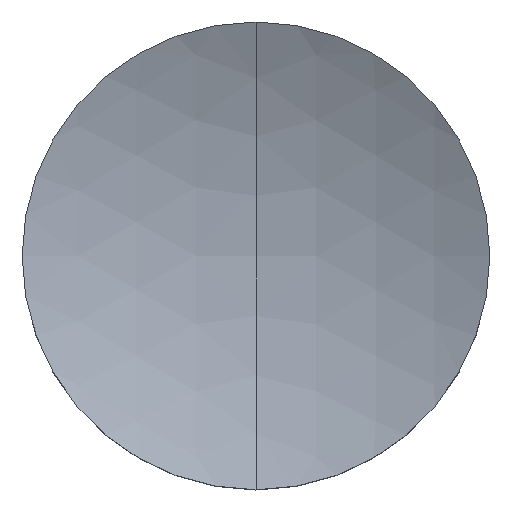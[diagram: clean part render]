
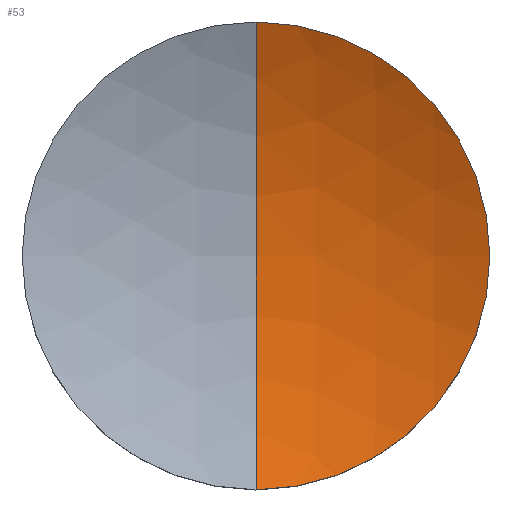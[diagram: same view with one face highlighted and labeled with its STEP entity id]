
A CAD part, top view. The second image highlights one B-rep face of the part: STEP entity #53.
In plain terms, the highlighted spherical face has radius 15.43 mm.
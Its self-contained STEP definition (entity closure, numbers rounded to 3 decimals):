
#23 = VERTEX_POINT ( 'NONE', #79 ) ;
#27 = EDGE_CURVE ( 'NONE', #23, #86, #61, .T. ) ;
#28 = ORIENTED_EDGE ( 'NONE', *, *, #76, .T. ) ;
#31 = ORIENTED_EDGE ( 'NONE', *, *, #27, .T. ) ;
#34 = VERTEX_POINT ( 'NONE', #106 ) ;
#51 = ORIENTED_EDGE ( 'NONE', *, *, #87, .F. ) ;
#53 = ADVANCED_FACE ( 'NONE', ( #207 ), #215, .F. ) ;
#59 = CARTESIAN_POINT ( 'NONE',  ( 0., 0., 2.184 ) ) ;
#60 = AXIS2_PLACEMENT_3D ( 'NONE', #59, #63, #70 ) ;
#61 = CIRCLE ( 'NONE', #60, 6.35 ) ;
#63 = DIRECTION ( 'NONE',  ( 0., 0., 1. ) ) ;
#70 = DIRECTION ( 'NONE',  ( 1., 0., 0. ) ) ;
#76 = EDGE_CURVE ( 'NONE', #86, #34, #198, .T. ) ;
#79 = CARTESIAN_POINT ( 'NONE',  ( 0., -6.35, 2.184 ) ) ;
#80 = EDGE_LOOP ( 'NONE', ( #51, #91, #31, #28 ) ) ;
#84 = VERTEX_POINT ( 'NONE', #185 ) ;
#85 = EDGE_CURVE ( 'NONE', #84, #23, #184, .T. ) ;
#86 = VERTEX_POINT ( 'NONE', #188 ) ;
#87 = EDGE_CURVE ( 'NONE', #84, #34, #229, .T. ) ;
#91 = ORIENTED_EDGE ( 'NONE', *, *, #85, .T. ) ;
#106 = CARTESIAN_POINT ( 'NONE',  ( 0., 6.35, 2.184 ) ) ;
#162 = DIRECTION ( 'NONE',  ( 1., 0., 0. ) ) ;
#163 = DIRECTION ( 'NONE',  ( 0., 0., 1. ) ) ;
#164 = CARTESIAN_POINT ( 'NONE',  ( 0., 0., 2.184 ) ) ;
#166 = DIRECTION ( 'NONE',  ( 0., 1., 0. ) ) ;
#167 = AXIS2_PLACEMENT_3D ( 'NONE', #224, #208, #166 ) ;
#183 = CARTESIAN_POINT ( 'NONE',  ( 0., 0., 16.246 ) ) ;
#184 = CIRCLE ( 'NONE', #191, 15.43 ) ;
#185 = CARTESIAN_POINT ( 'NONE',  ( 0., 0., 0.816 ) ) ;
#188 = CARTESIAN_POINT ( 'NONE',  ( 6.35, 0., 2.184 ) ) ;
#189 = DIRECTION ( 'NONE',  ( 0., -1., 0. ) ) ;
#190 = DIRECTION ( 'NONE',  ( -1., 0., 0. ) ) ;
#191 = AXIS2_PLACEMENT_3D ( 'NONE', #183, #190, #189 ) ;
#197 = AXIS2_PLACEMENT_3D ( 'NONE', #164, #163, #162 ) ;
#198 = CIRCLE ( 'NONE', #197, 6.35 ) ;
#207 = FACE_OUTER_BOUND ( 'NONE', #80, .T. ) ;
#208 = DIRECTION ( 'NONE',  ( -1., 0., 0. ) ) ;
#215 = SPHERICAL_SURFACE ( 'NONE', #167, 15.43 ) ;
#224 = CARTESIAN_POINT ( 'NONE',  ( 0., 0., 16.246 ) ) ;
#225 = DIRECTION ( 'NONE',  ( 0., 0., -1. ) ) ;
#226 = DIRECTION ( 'NONE',  ( 1., 0., 0. ) ) ;
#227 = CARTESIAN_POINT ( 'NONE',  ( 0., 0., 16.246 ) ) ;
#228 = AXIS2_PLACEMENT_3D ( 'NONE', #227, #226, #225 ) ;
#229 = CIRCLE ( 'NONE', #228, 15.43 ) ;
